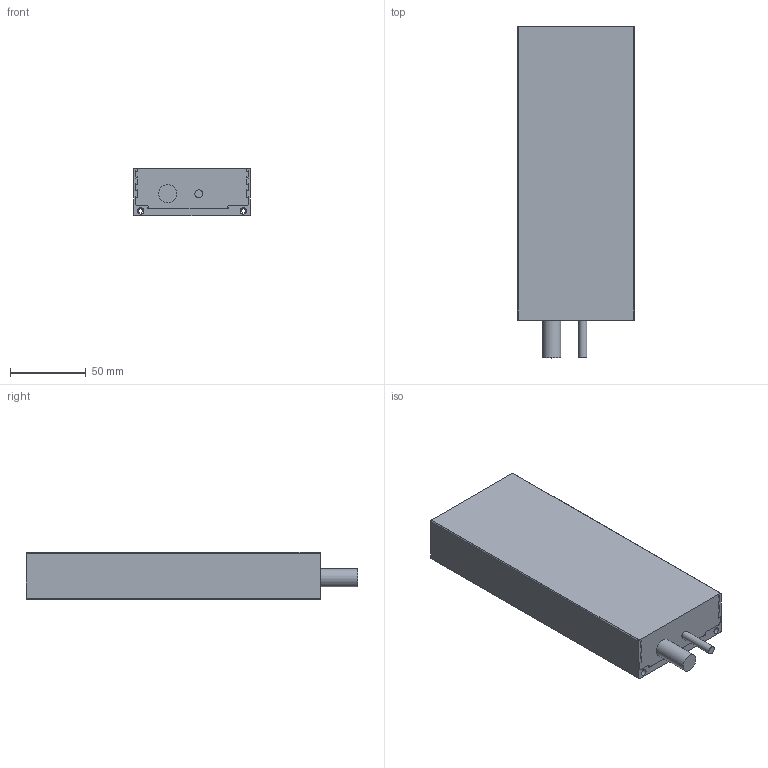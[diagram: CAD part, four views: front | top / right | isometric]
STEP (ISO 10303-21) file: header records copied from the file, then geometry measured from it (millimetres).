
FILE_DESCRIPTION( ( 'STEP AP214' ), '1' );
FILE_NAME( 'Coilunit_TL09_20110830.stp', '2011-08-30T08:42:19', ( ' ' ), ( ' ' ), 'XStep 1.0', ' ', ' ' );
FILE_SCHEMA( ( 'CONFIG_CONTROL_DESIGN) ( )' ) );
Length unit declared in the file: metre
Products named in the file (1): 1
Bounding box: 77 x 218.9 x 31.43 mm (x, y, z)
Volume: 467305.5 mm3; surface area: 55983.3 mm2
Topology: 1 solids, 1 shells, 221 faces, 606 edges, 406 vertices
Faces by surface type: plane 159, cylinder 62
Full cylindrical faces by diameter (mm): 2.5 x3, 4.134 x6, 4.2 x2, 5 x1, 5.311 x1, 12 x1
Entity records: 6853 total; most frequent: CARTESIAN_POINT 1198, ORIENTED_EDGE 1160, DIRECTION 1156, EDGE_CURVE 580, LINE 448, VECTOR 448, VERTEX_POINT 396, AXIS2_PLACEMENT_3D 354
